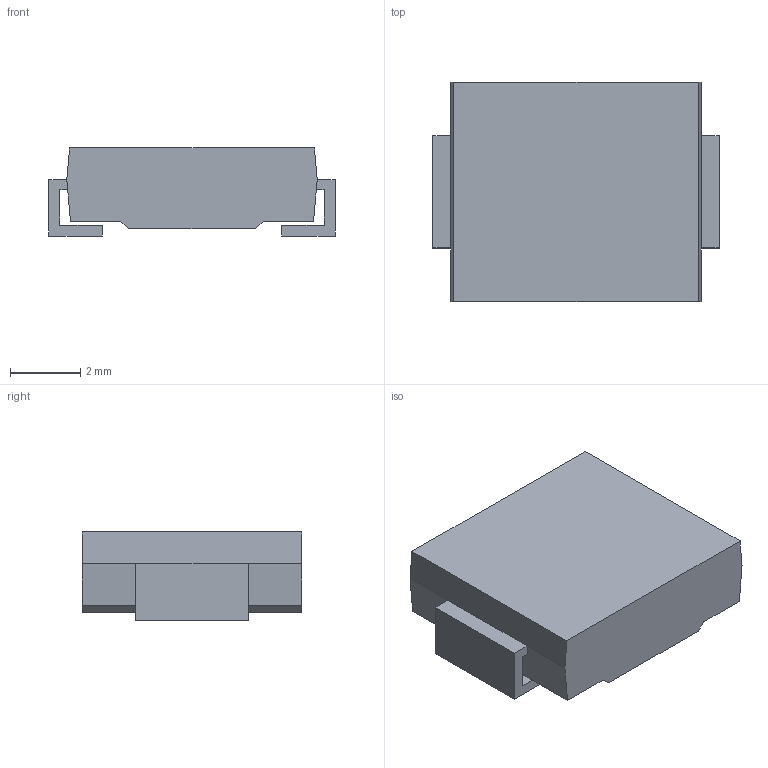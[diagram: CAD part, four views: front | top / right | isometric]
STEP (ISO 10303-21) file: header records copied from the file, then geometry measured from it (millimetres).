
FILE_DESCRIPTION (( 'STEP AP203' ), '1' );
FILE_NAME ('DDO214AB()_DB560C13F_01_sldprt.STEP', '2016-06-02T17:07:57', ( 'Shusen Zhang' ), ( 'MathWorks' ), 'SwSTEP 2.0', 'SolidWorks 2015', '' );
FILE_SCHEMA (( 'CONFIG_CONTROL_DESIGN' ));
Length unit declared in the file: inch
Products named in the file (1): DDO214AB()_DB560C13F_01_sldprt
Bounding box: 8.13 x 6.22 x 2.5 mm (x, y, z)
Surface area: 186.8 mm2 (no closed solid volume)
Topology: 0 solids, 1 shells, 30 faces, 80 edges, 52 vertices
Faces by surface type: plane 30
Entity records: 991 total; most frequent: CARTESIAN_POINT 163, ORIENTED_EDGE 160, DIRECTION 142, LINE 80, EDGE_CURVE 80, VECTOR 80, VERTEX_POINT 52, AXIS2_PLACEMENT_3D 31
